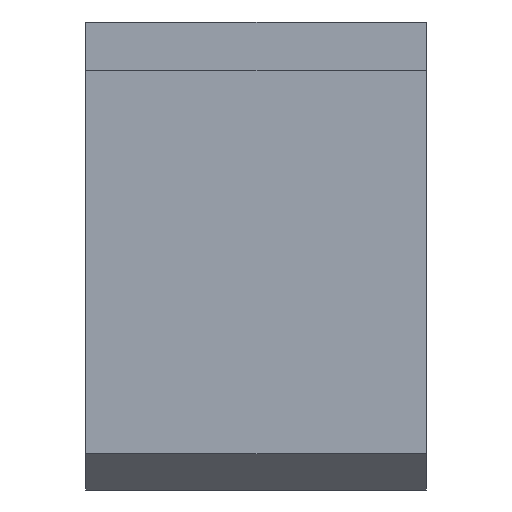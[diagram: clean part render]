
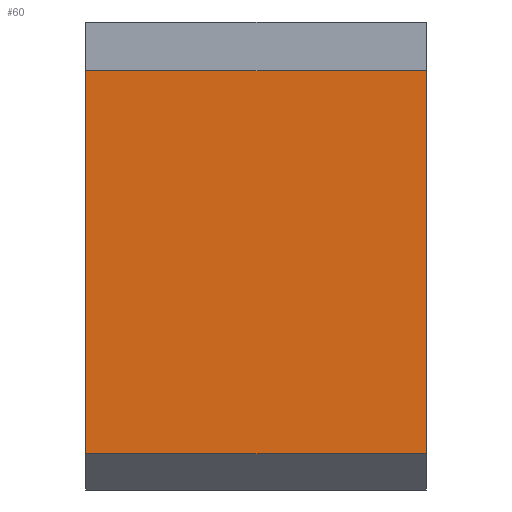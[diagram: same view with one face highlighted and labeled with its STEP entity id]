
A CAD part, front view. The second image highlights one B-rep face of the part: STEP entity #60.
In plain terms, the highlighted planar face has unit normal (0, -1, 0).
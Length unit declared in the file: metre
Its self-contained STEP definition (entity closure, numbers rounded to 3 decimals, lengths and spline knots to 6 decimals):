
#60 = ADVANCED_FACE( '', ( #126 ), #127, .F. );
#126 = FACE_OUTER_BOUND( '', #193, .T. );
#127 = PLANE( '', #194 );
#193 = EDGE_LOOP( '', ( #316, #317, #318, #319 ) );
#194 = AXIS2_PLACEMENT_3D( '', #320, #321, #322 );
#316 = ORIENTED_EDGE( '', *, *, #415, .T. );
#317 = ORIENTED_EDGE( '', *, *, #435, .F. );
#318 = ORIENTED_EDGE( '', *, *, #395, .F. );
#319 = ORIENTED_EDGE( '', *, *, #429, .T. );
#320 = CARTESIAN_POINT( '', ( -0.056, -0.037, -0.026 ) );
#321 = DIRECTION( '', ( 0., 1., 0. ) );
#322 = DIRECTION( '', ( 0., 0., 1. ) );
#395 = EDGE_CURVE( '', #465, #467, #468, .T. );
#415 = EDGE_CURVE( '', #506, #504, #507, .T. );
#429 = EDGE_CURVE( '', #465, #506, #524, .T. );
#435 = EDGE_CURVE( '', #467, #504, #530, .T. );
#465 = VERTEX_POINT( '', #564 );
#467 = VERTEX_POINT( '', #567 );
#468 = LINE( '', #568, #569 );
#504 = VERTEX_POINT( '', #621 );
#506 = VERTEX_POINT( '', #624 );
#507 = LINE( '', #625, #626 );
#524 = LINE( '', #651, #652 );
#530 = LINE( '', #661, #662 );
#564 = CARTESIAN_POINT( '', ( -0.056, -0.037, -0.026 ) );
#567 = CARTESIAN_POINT( '', ( -0.056, -0.037, 0.037 ) );
#568 = CARTESIAN_POINT( '', ( -0.056, -0.037, -0.026 ) );
#569 = VECTOR( '', #695, 1. );
#621 = CARTESIAN_POINT( '', ( 0., -0.037, 0.037 ) );
#624 = CARTESIAN_POINT( '', ( 0., -0.037, -0.026 ) );
#625 = CARTESIAN_POINT( '', ( 0., -0.037, -0.026 ) );
#626 = VECTOR( '', #716, 1. );
#651 = CARTESIAN_POINT( '', ( -0.056, -0.037, -0.026 ) );
#652 = VECTOR( '', #728, 1. );
#661 = CARTESIAN_POINT( '', ( -0.056, -0.037, 0.037 ) );
#662 = VECTOR( '', #732, 1. );
#695 = DIRECTION( '', ( 0., 0., 1. ) );
#716 = DIRECTION( '', ( 0., 0., 1. ) );
#728 = DIRECTION( '', ( 1., 0., 0. ) );
#732 = DIRECTION( '', ( 1., 0., 0. ) );
